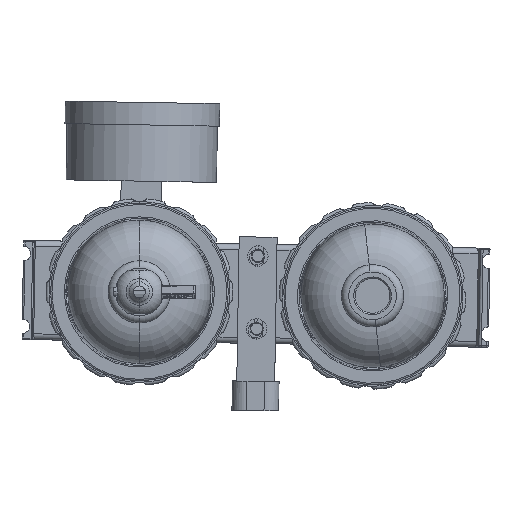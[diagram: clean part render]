
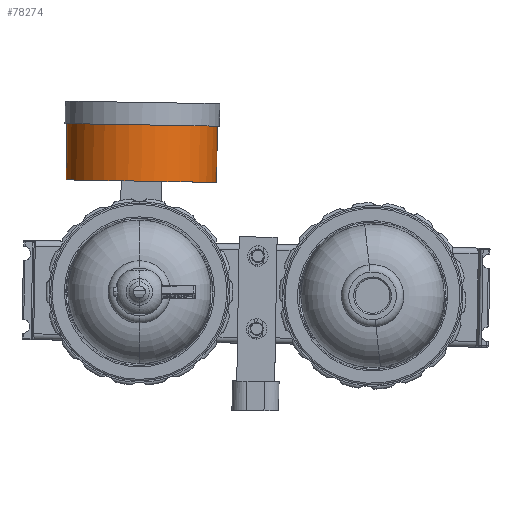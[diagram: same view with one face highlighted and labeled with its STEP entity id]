
A CAD part, front view. The second image highlights one B-rep face of the part: STEP entity #78274.
In plain terms, the highlighted cylindrical face has radius 25.8 mm (diameter 51.6 mm), a partial arc.
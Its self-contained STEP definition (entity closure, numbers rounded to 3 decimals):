
#4868 = ORIENTED_EDGE ( 'NONE', *, *, #98442, .F. ) ;
#5251 = VERTEX_POINT ( 'NONE', #94115 ) ;
#6159 = AXIS2_PLACEMENT_3D ( 'NONE', #43979, #100788, #52180 ) ;
#15694 = CARTESIAN_POINT ( 'NONE',  ( 25.8, 0., -7.7 ) ) ;
#18263 = CIRCLE ( 'NONE', #6159, 25.8 ) ;
#18319 = CARTESIAN_POINT ( 'NONE',  ( -25.8, 0., -27. ) ) ;
#22079 = VERTEX_POINT ( 'NONE', #50936 ) ;
#24522 = LINE ( 'NONE', #18319, #41074 ) ;
#31415 = CIRCLE ( 'NONE', #42007, 25.8 ) ;
#34687 = DIRECTION ( 'NONE',  ( 0., 0., 1. ) ) ;
#34836 = CYLINDRICAL_SURFACE ( 'NONE', #95721, 25.8 ) ;
#41074 = VECTOR ( 'NONE', #34687, 1000. ) ;
#42007 = AXIS2_PLACEMENT_3D ( 'NONE', #95707, #47055, #103885 ) ;
#43979 = CARTESIAN_POINT ( 'NONE',  ( 0., 0., -27. ) ) ;
#44336 = CARTESIAN_POINT ( 'NONE',  ( 25.8, 0., -27. ) ) ;
#47055 = DIRECTION ( 'NONE',  ( 0., 0., 1. ) ) ;
#47615 = ORIENTED_EDGE ( 'NONE', *, *, #53226, .F. ) ;
#50936 = CARTESIAN_POINT ( 'NONE',  ( -25.8, 0., -7.7 ) ) ;
#52180 = DIRECTION ( 'NONE',  ( 1., 0., 0. ) ) ;
#53226 = EDGE_CURVE ( 'NONE', #5251, #95874, #60149, .T. ) ;
#54370 = CARTESIAN_POINT ( 'NONE',  ( 0., 0., -27. ) ) ;
#54696 = ORIENTED_EDGE ( 'NONE', *, *, #64505, .T. ) ;
#54714 = DIRECTION ( 'NONE',  ( 1., 0., 0. ) ) ;
#56832 = EDGE_LOOP ( 'NONE', ( #54696, #78574, #4868, #47615 ) ) ;
#60149 = LINE ( 'NONE', #44336, #103328 ) ;
#62525 = DIRECTION ( 'NONE',  ( 0., 0., 1. ) ) ;
#64068 = FACE_OUTER_BOUND ( 'NONE', #56832, .T. ) ;
#64505 = EDGE_CURVE ( 'NONE', #5251, #99878, #18263, .T. ) ;
#78274 = ADVANCED_FACE ( 'NONE', ( #64068 ), #34836, .T. ) ;
#78574 = ORIENTED_EDGE ( 'NONE', *, *, #104362, .T. ) ;
#92994 = DIRECTION ( 'NONE',  ( 0., 0., 1. ) ) ;
#94101 = CARTESIAN_POINT ( 'NONE',  ( -25.8, 0., -27. ) ) ;
#94115 = CARTESIAN_POINT ( 'NONE',  ( 25.8, 0., -27. ) ) ;
#95707 = CARTESIAN_POINT ( 'NONE',  ( 0., 0., -7.7 ) ) ;
#95721 = AXIS2_PLACEMENT_3D ( 'NONE', #54370, #62525, #54714 ) ;
#95874 = VERTEX_POINT ( 'NONE', #15694 ) ;
#98442 = EDGE_CURVE ( 'NONE', #95874, #22079, #31415, .T. ) ;
#99878 = VERTEX_POINT ( 'NONE', #94101 ) ;
#100788 = DIRECTION ( 'NONE',  ( 0., 0., 1. ) ) ;
#103328 = VECTOR ( 'NONE', #92994, 1000. ) ;
#103885 = DIRECTION ( 'NONE',  ( 1., 0., 0. ) ) ;
#104362 = EDGE_CURVE ( 'NONE', #99878, #22079, #24522, .T. ) ;
